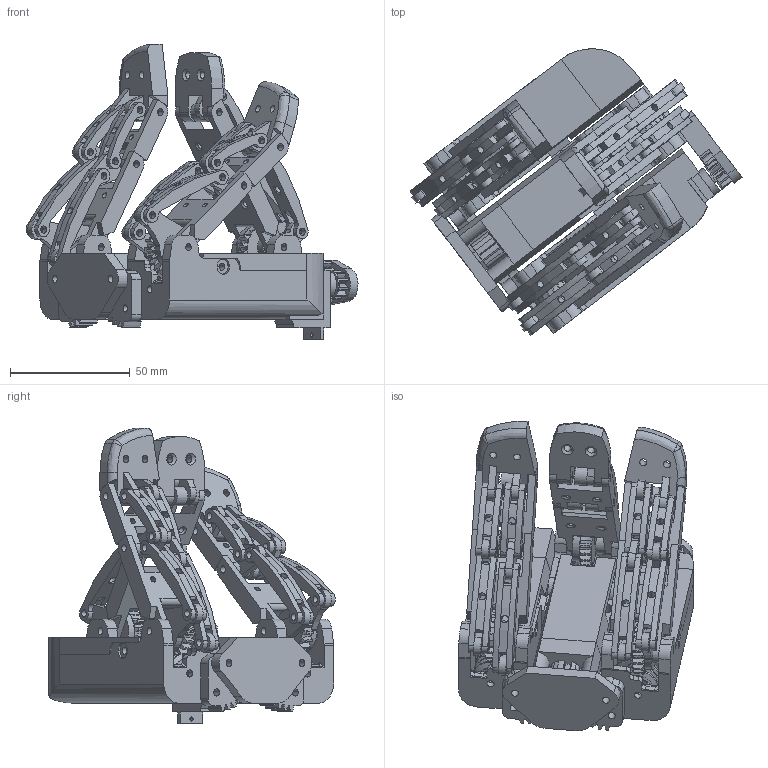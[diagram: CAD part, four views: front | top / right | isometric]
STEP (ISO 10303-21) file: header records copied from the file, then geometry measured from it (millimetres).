
FILE_DESCRIPTION(/* description */ (''),/* implementation_level */ '2;1');
FILE_NAME(/* name */ '3_finger_gripper.stp',/* time_stamp */ '2016-02-04T09:38:58+01:00',/* author */ ('4ndreas'),/* organization */ (''),/* preprocessor_version */ 'ST-DEVELOPER v16.1',/* originating_system */ 'Autodesk Inventor 2016',/* authorisation */ '');
FILE_SCHEMA (('AUTOMOTIVE_DESIGN { 1 0 10303 214 3 1 1 }'));
Length unit declared in the file: millimetre
Products named in the file (38): FingerMount_Mitte; deckel_mitte copy; schnecke; DC-Motor_12V_60U-min; FingerPartA; FingerPartB; FingerTipp_middle; Hebel_Basis; Hebel_Basis 2; FingerTip_joint _v2; 3_hebenMount_2_dual; FingerTip_Mount dual; Hebel_B dual; Hebel_dual; Finger_clean; FingerTipp; KippGear_MIR; rotMount_MIR; deckel_MIR; Servo G12DM; Finger_L; schnecke1; DC-Motor_12V_60U-min1; FingerPartA1; FingerPartB1; FingerTipp1; Hebel_Basis1; Hebel_Basis 21; rotMount1; kippGear; deckel; FingerTip_joint _v2_MIR; 3_hebenMount_2_dual1; FingerTip_Mount dual1; Finger_L1; kipprad; Stirnzahnrad13; 3_finger_gripper_b
Assembly tree (56 placements, depth 3):
  3_finger_gripper_b
    Finger_clean
      FingerMount_Mitte
      deckel_mitte copy
      schnecke
      DC-Motor_12V_60U-min
      FingerPartA
      FingerPartB
      FingerTipp_middle
      Hebel_Basis
      Hebel_Basis 2
      FingerTip_joint _v2
      3_hebenMount_2_dual
      FingerTip_Mount dual
      Hebel_B dual  x2
      Hebel_dual  x2
    Finger_L
      schnecke
      DC-Motor_12V_60U-min
      FingerPartA
      FingerPartB
      FingerTipp
      Hebel_Basis
      Hebel_Basis 2
      KippGear_MIR
      rotMount_MIR
      deckel_MIR
      Servo G12DM
      FingerTip_joint _v2
      3_hebenMount_2_dual
      FingerTip_Mount dual
      Hebel_B dual  x2
      Hebel_dual  x2
    Finger_L1
      schnecke1
      DC-Motor_12V_60U-min1
      FingerPartA1
      FingerPartB1
      FingerTipp1
      Hebel_Basis1
      Hebel_Basis 21
      rotMount1
      kippGear
      deckel
      FingerTip_joint _v2_MIR
      3_hebenMount_2_dual1
      FingerTip_Mount dual1
      Hebel_B dual  x2
      Hebel_dual  x2
    kipprad
    Stirnzahnrad13
Bounding box: 138.4 x 119.41 x 123.25 mm (x, y, z)
Volume: 234050.6 mm3; surface area: 134271.6 mm2
Topology: 54 solids, 54 shells, 2007 faces, 5637 edges, 3739 vertices
Faces by surface type: cylinder 836, plane 787, cone 220, bspline 125, torus 37, sphere 2
Full cylindrical faces by diameter (mm): 1.2 x1, 1.567 x6, 1.7 x2, 2 x1, 2.5 x12, 3 x179, 3.4 x3, 3.6 x3, 3.7 x1, 3.8 x1, 6 x7, 6.466 x2, 8 x6, 10 x3, 11.6 x12, 12 x1, 16 x3
Entity records: 51057 total; most frequent: CARTESIAN_POINT 13245, DIRECTION 7628, ORIENTED_EDGE 7548, EDGE_CURVE 3768, AXIS2_PLACEMENT_3D 2885, VERTEX_POINT 2569, EDGE_LOOP 1859, LINE 1858
